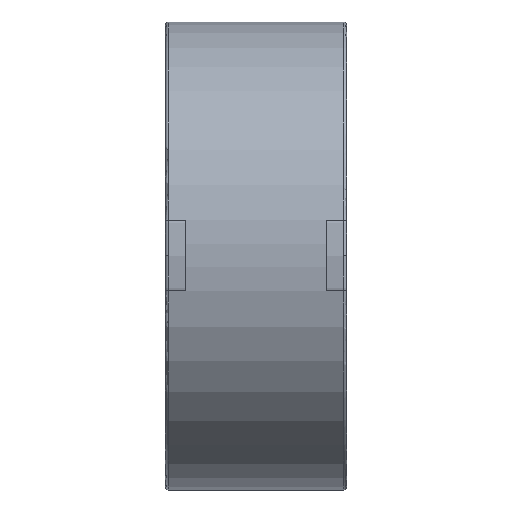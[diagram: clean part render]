
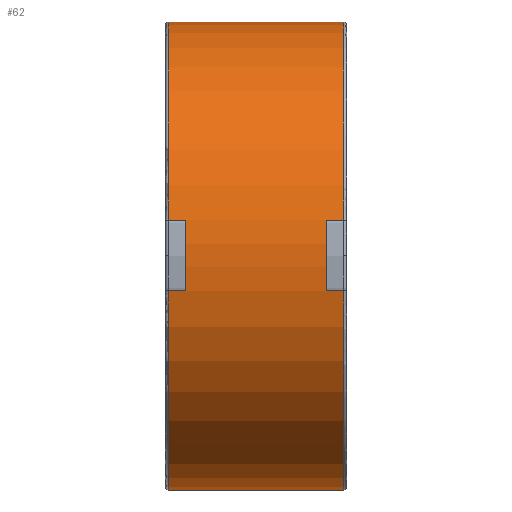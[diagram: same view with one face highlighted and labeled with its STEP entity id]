
A CAD part, top view. The second image highlights one B-rep face of the part: STEP entity #62.
In plain terms, the highlighted cylindrical face has radius 40 mm (diameter 80 mm), a partial arc.
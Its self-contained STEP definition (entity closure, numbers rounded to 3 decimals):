
#62=ADVANCED_FACE('',(#151),#152,.T.);
#151=FACE_OUTER_BOUND('',#307,.T.);
#152=CYLINDRICAL_SURFACE('',#308,40.0);
#307=EDGE_LOOP('',(#557,#558,#559,#560,#561,#562,#563,#564,#565,#566,#567,#568));
#308=AXIS2_PLACEMENT_3D('',#569,#570,#571);
#557=ORIENTED_EDGE('',*,*,#1087,.F.);
#558=ORIENTED_EDGE('',*,*,#1088,.T.);
#559=ORIENTED_EDGE('',*,*,#1089,.T.);
#560=ORIENTED_EDGE('',*,*,#1090,.T.);
#561=ORIENTED_EDGE('',*,*,#1091,.T.);
#562=ORIENTED_EDGE('',*,*,#1092,.T.);
#563=ORIENTED_EDGE('',*,*,#1093,.F.);
#564=ORIENTED_EDGE('',*,*,#1094,.T.);
#565=ORIENTED_EDGE('',*,*,#1095,.T.);
#566=ORIENTED_EDGE('',*,*,#1096,.T.);
#567=ORIENTED_EDGE('',*,*,#1097,.T.);
#568=ORIENTED_EDGE('',*,*,#1098,.T.);
#569=CARTESIAN_POINT('',(8.0,0.0,0.0));
#570=DIRECTION('',(1.0,0.0,0.0));
#571=DIRECTION('',(0.0,1.0,0.0));
#1087=EDGE_CURVE('',#1343,#1344,#1345,.T.);
#1088=EDGE_CURVE('',#1343,#1346,#1347,.T.);
#1089=EDGE_CURVE('',#1346,#1348,#1349,.T.);
#1090=EDGE_CURVE('',#1348,#1350,#1351,.T.);
#1091=EDGE_CURVE('',#1350,#1352,#1353,.T.);
#1092=EDGE_CURVE('',#1352,#1354,#1355,.T.);
#1093=EDGE_CURVE('',#1356,#1354,#1357,.T.);
#1094=EDGE_CURVE('',#1356,#1358,#1359,.T.);
#1095=EDGE_CURVE('',#1358,#1360,#1361,.T.);
#1096=EDGE_CURVE('',#1360,#1362,#1363,.T.);
#1097=EDGE_CURVE('',#1362,#1364,#1365,.T.);
#1098=EDGE_CURVE('',#1364,#1344,#1366,.T.);
#1343=VERTEX_POINT('',#1679);
#1344=VERTEX_POINT('',#1680);
#1345=LINE('',#1681,#1682);
#1346=VERTEX_POINT('',#1683);
#1347=CIRCLE('',#1684,40.0);
#1348=VERTEX_POINT('',#1685);
#1349=LINE('',#1686,#1687);
#1350=VERTEX_POINT('',#1688);
#1351=CIRCLE('',#1689,40.0);
#1352=VERTEX_POINT('',#1690);
#1353=LINE('',#1691,#1692);
#1354=VERTEX_POINT('',#1693);
#1355=CIRCLE('',#1694,40.0);
#1356=VERTEX_POINT('',#1695);
#1357=LINE('',#1696,#1697);
#1358=VERTEX_POINT('',#1698);
#1359=CIRCLE('',#1699,40.0);
#1360=VERTEX_POINT('',#1700);
#1361=LINE('',#1701,#1702);
#1362=VERTEX_POINT('',#1703);
#1363=CIRCLE('',#1704,40.0);
#1364=VERTEX_POINT('',#1705);
#1365=LINE('',#1706,#1707);
#1366=CIRCLE('',#1708,40.0);
#1679=CARTESIAN_POINT('',(0.5,40.0,0.));
#1680=CARTESIAN_POINT('',(30.5,40.0,0.));
#1681=CARTESIAN_POINT('',(8.0,40.0,0.));
#1682=VECTOR('',#2643,1.0);
#1683=CARTESIAN_POINT('',(0.5,6.0,39.547));
#1684=AXIS2_PLACEMENT_3D('',#2644,#2645,#2646);
#1685=CARTESIAN_POINT('',(3.5,6.0,39.547));
#1686=CARTESIAN_POINT('',(2.0,6.0,39.547));
#1687=VECTOR('',#2647,1.0);
#1688=CARTESIAN_POINT('',(3.5,-6.0,39.547));
#1689=AXIS2_PLACEMENT_3D('',#2648,#2649,#2650);
#1690=CARTESIAN_POINT('',(0.5,-6.0,39.547));
#1691=CARTESIAN_POINT('',(2.0,-6.0,39.547));
#1692=VECTOR('',#2651,1.0);
#1693=CARTESIAN_POINT('',(0.5,-40.0,0.));
#1694=AXIS2_PLACEMENT_3D('',#2652,#2653,#2654);
#1695=CARTESIAN_POINT('',(30.5,-40.0,0.));
#1696=CARTESIAN_POINT('',(8.0,-40.0,0.));
#1697=VECTOR('',#2655,1.0);
#1698=CARTESIAN_POINT('',(30.5,-6.0,39.547));
#1699=AXIS2_PLACEMENT_3D('',#2656,#2657,#2658);
#1700=CARTESIAN_POINT('',(27.5,-6.0,39.547));
#1701=CARTESIAN_POINT('',(29.0,-6.0,39.547));
#1702=VECTOR('',#2659,1.0);
#1703=CARTESIAN_POINT('',(27.5,6.0,39.547));
#1704=AXIS2_PLACEMENT_3D('',#2660,#2661,#2662);
#1705=CARTESIAN_POINT('',(30.5,6.0,39.547));
#1706=CARTESIAN_POINT('',(29.0,6.0,39.547));
#1707=VECTOR('',#2663,1.0);
#1708=AXIS2_PLACEMENT_3D('',#2664,#2665,#2666);
#2643=DIRECTION('',(1.0,0.0,0.0));
#2644=CARTESIAN_POINT('',(0.5,0.0,0.0));
#2645=DIRECTION('',(1.0,0.0,0.0));
#2646=DIRECTION('',(0.0,1.0,0.0));
#2647=DIRECTION('',(1.0,0.0,0.0));
#2648=CARTESIAN_POINT('',(3.5,0.0,0.0));
#2649=DIRECTION('',(1.0,0.0,-0.0));
#2650=DIRECTION('',(0.0,1.0,0.0));
#2651=DIRECTION('',(-1.0,-0.0,-0.0));
#2652=CARTESIAN_POINT('',(0.5,0.0,0.0));
#2653=DIRECTION('',(1.0,0.0,0.0));
#2654=DIRECTION('',(0.0,1.0,0.0));
#2655=DIRECTION('',(-1.0,-0.0,-0.0));
#2656=CARTESIAN_POINT('',(30.5,0.0,0.));
#2657=DIRECTION('',(-1.0,0.0,0.));
#2658=DIRECTION('',(0.0,1.0,0.0));
#2659=DIRECTION('',(-1.0,-0.0,-0.0));
#2660=CARTESIAN_POINT('',(27.5,0.0,0.0));
#2661=DIRECTION('',(-1.0,0.0,0.0));
#2662=DIRECTION('',(0.0,1.0,0.0));
#2663=DIRECTION('',(1.0,0.0,0.0));
#2664=CARTESIAN_POINT('',(30.5,0.0,0.));
#2665=DIRECTION('',(-1.0,0.0,0.));
#2666=DIRECTION('',(0.0,1.0,0.0));
